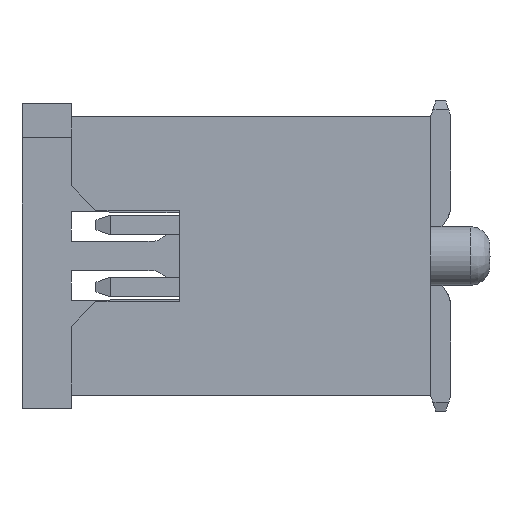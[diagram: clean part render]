
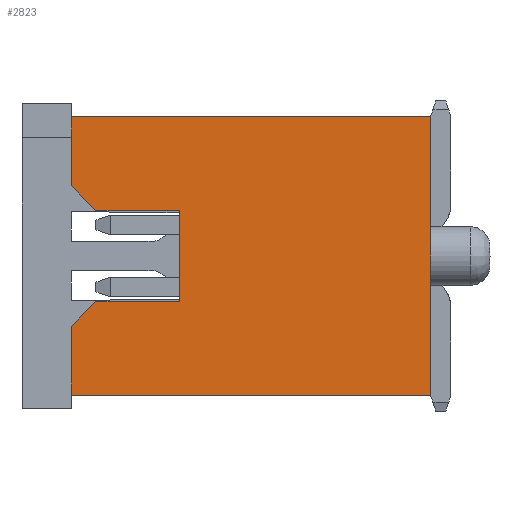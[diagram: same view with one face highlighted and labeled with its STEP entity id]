
A CAD part, left-side view. The second image highlights one B-rep face of the part: STEP entity #2823.
In plain terms, the highlighted planar face has unit normal (-1, 0, 0).
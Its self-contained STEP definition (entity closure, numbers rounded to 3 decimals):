
#2271=CARTESIAN_POINT('',(-7.95,3.65,-2.825));
#2272=VERTEX_POINT('',#2271);
#2273=CARTESIAN_POINT('',(-7.95,3.65,-1.425));
#2274=VERTEX_POINT('',#2273);
#2275=CARTESIAN_POINT('',(-7.95,3.65,-2.825));
#2276=DIRECTION('',(0.,0.,1.));
#2277=VECTOR('',#2276,1.4);
#2278=LINE('',#2275,#2277);
#2279=EDGE_CURVE('',#2272,#2274,#2278,.T.);
#2464=CARTESIAN_POINT('',(-7.95,3.65,1.425));
#2465=VERTEX_POINT('',#2464);
#2472=CARTESIAN_POINT('',(-7.95,3.65,2.825));
#2473=VERTEX_POINT('',#2472);
#2474=CARTESIAN_POINT('',(-7.95,3.65,1.425));
#2475=DIRECTION('',(0.,0.,1.));
#2476=VECTOR('',#2475,1.4);
#2477=LINE('',#2474,#2476);
#2478=EDGE_CURVE('',#2465,#2473,#2477,.T.);
#2741=CARTESIAN_POINT('',(-7.95,-3.65,-2.825));
#2742=VERTEX_POINT('',#2741);
#2749=CARTESIAN_POINT('',(-7.95,-3.65,-2.825));
#2750=DIRECTION('',(0.,1.,0.));
#2751=VECTOR('',#2750,7.3);
#2752=LINE('',#2749,#2751);
#2753=EDGE_CURVE('',#2742,#2272,#2752,.T.);
#2761=CARTESIAN_POINT('',(-7.95,0.,0.));
#2762=DIRECTION('',(0.,0.,1.));
#2763=DIRECTION('',(-1.,0.,0.));
#2764=AXIS2_PLACEMENT_3D('',#2761,#2763,#2762);
#2765=PLANE('',#2764);
#2766=CARTESIAN_POINT('',(-7.95,-3.65,2.825));
#2767=VERTEX_POINT('',#2766);
#2768=CARTESIAN_POINT('',(-7.95,-3.65,2.825));
#2769=DIRECTION('',(0.,0.,-1.));
#2770=VECTOR('',#2769,5.65);
#2771=LINE('',#2768,#2770);
#2772=EDGE_CURVE('',#2767,#2742,#2771,.T.);
#2773=ORIENTED_EDGE('',*,*,#2772,.F.);
#2774=CARTESIAN_POINT('',(-7.95,3.65,2.825));
#2775=DIRECTION('',(0.,-1.,0.));
#2776=VECTOR('',#2775,7.3);
#2777=LINE('',#2774,#2776);
#2778=EDGE_CURVE('',#2473,#2767,#2777,.T.);
#2779=ORIENTED_EDGE('',*,*,#2778,.F.);
#2780=ORIENTED_EDGE('',*,*,#2478,.F.);
#2781=CARTESIAN_POINT('',(-7.95,3.15,0.925));
#2782=VERTEX_POINT('',#2781);
#2783=CARTESIAN_POINT('',(-7.95,3.65,1.425));
#2784=DIRECTION('',(0.,-0.707,-0.707));
#2785=VECTOR('',#2784,0.707);
#2786=LINE('',#2783,#2785);
#2787=EDGE_CURVE('',#2465,#2782,#2786,.T.);
#2788=ORIENTED_EDGE('',*,*,#2787,.T.);
#2789=CARTESIAN_POINT('',(-7.95,1.45,0.925));
#2790=VERTEX_POINT('',#2789);
#2791=CARTESIAN_POINT('',(-7.95,3.15,0.925));
#2792=DIRECTION('',(0.,-1.,0.));
#2793=VECTOR('',#2792,1.7);
#2794=LINE('',#2791,#2793);
#2795=EDGE_CURVE('',#2782,#2790,#2794,.T.);
#2796=ORIENTED_EDGE('',*,*,#2795,.T.);
#2797=CARTESIAN_POINT('',(-7.95,1.45,-0.925));
#2798=VERTEX_POINT('',#2797);
#2799=CARTESIAN_POINT('',(-7.95,1.45,0.925));
#2800=DIRECTION('',(0.,0.,-1.));
#2801=VECTOR('',#2800,1.85);
#2802=LINE('',#2799,#2801);
#2803=EDGE_CURVE('',#2790,#2798,#2802,.T.);
#2804=ORIENTED_EDGE('',*,*,#2803,.T.);
#2805=CARTESIAN_POINT('',(-7.95,3.15,-0.925));
#2806=VERTEX_POINT('',#2805);
#2807=CARTESIAN_POINT('',(-7.95,1.45,-0.925));
#2808=DIRECTION('',(0.,1.,0.));
#2809=VECTOR('',#2808,1.7);
#2810=LINE('',#2807,#2809);
#2811=EDGE_CURVE('',#2798,#2806,#2810,.T.);
#2812=ORIENTED_EDGE('',*,*,#2811,.T.);
#2813=CARTESIAN_POINT('',(-7.95,3.15,-0.925));
#2814=DIRECTION('',(0.,0.707,-0.707));
#2815=VECTOR('',#2814,0.707);
#2816=LINE('',#2813,#2815);
#2817=EDGE_CURVE('',#2806,#2274,#2816,.T.);
#2818=ORIENTED_EDGE('',*,*,#2817,.T.);
#2819=ORIENTED_EDGE('',*,*,#2279,.F.);
#2820=ORIENTED_EDGE('',*,*,#2753,.F.);
#2821=EDGE_LOOP('',(#2773,#2779,#2780,#2788,#2796,#2804,#2812,#2818,#2819,#2820));
#2822=FACE_OUTER_BOUND('',#2821,.T.);
#2823=ADVANCED_FACE('',(#2822),#2765,.T.);
